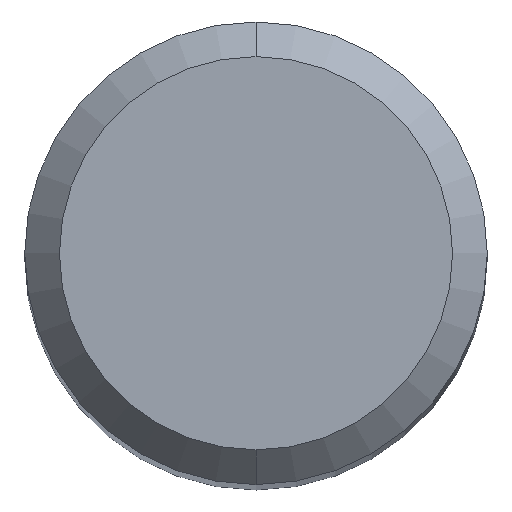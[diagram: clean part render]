
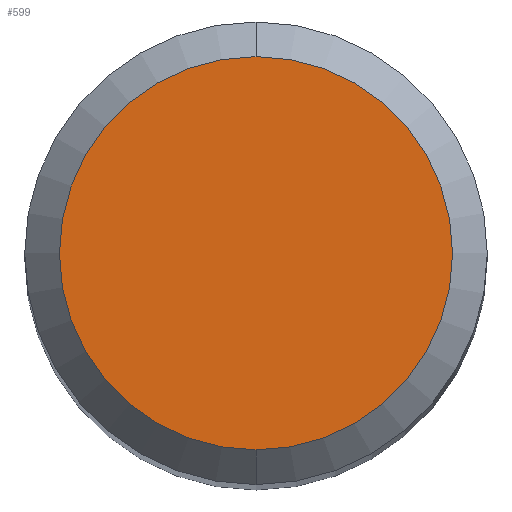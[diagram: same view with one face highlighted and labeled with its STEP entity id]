
A CAD part, top view. The second image highlights one B-rep face of the part: STEP entity #599.
In plain terms, the highlighted planar face has unit normal (0, 0, 1).
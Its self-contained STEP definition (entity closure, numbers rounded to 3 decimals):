
#599=ADVANCED_FACE('',(#1338),#1339,.T.);
#641=EDGE_CURVE('',#701,#851,#1387,.T.);
#701=VERTEX_POINT('',#1450);
#825=EDGE_CURVE('',#851,#701,#1581,.T.);
#851=VERTEX_POINT('',#1609);
#1338=FACE_OUTER_BOUND('',#2700,.T.);
#1339=PLANE('',#2701);
#1387=CIRCLE('',#2985,1.7);
#1450=CARTESIAN_POINT('',(0.,-1.7,0.0));
#1581=CIRCLE('',#3580,1.7);
#1609=CARTESIAN_POINT('',(0.0,1.7,0.0));
#2700=EDGE_LOOP('',(#4759,#4760));
#2701=AXIS2_PLACEMENT_3D('',#4761,#4762,#4763);
#2985=AXIS2_PLACEMENT_3D('',#4823,#4824,#4825);
#3580=AXIS2_PLACEMENT_3D('',#5006,#5007,#5008);
#4759=ORIENTED_EDGE('',*,*,#825,.F.);
#4760=ORIENTED_EDGE('',*,*,#641,.F.);
#4761=CARTESIAN_POINT('',(0.0,0.85,0.0));
#4762=DIRECTION('',(-0.0,0.0,1.0));
#4763=DIRECTION('',(0.0,-1.0,0.0));
#4823=CARTESIAN_POINT('',(0.0,0.0,0.0));
#4824=DIRECTION('',(0.0,0.0,-1.0));
#4825=DIRECTION('',(0.0,1.0,0.0));
#5006=CARTESIAN_POINT('',(0.0,0.0,0.0));
#5007=DIRECTION('',(0.0,0.0,-1.0));
#5008=DIRECTION('',(0.0,1.0,0.0));
